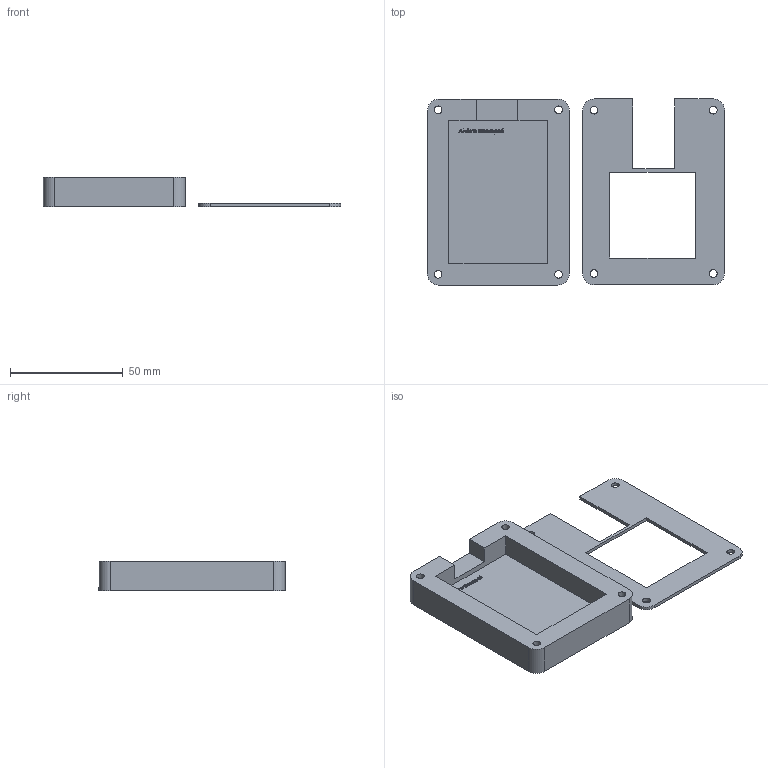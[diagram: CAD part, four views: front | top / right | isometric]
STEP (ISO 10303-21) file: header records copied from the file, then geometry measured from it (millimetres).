
FILE_DESCRIPTION(/* description */ ('STEP AP242 Edition 2','CAx-IF Rec.Pracs.---Representation and Presentation of Product Manufacturing Information (PMI)---4.0---2014-10-13','CAx-IF Rec.Pracs.---3D Tessellated Geometry---0.4---2014-09-14','2;1','CAx-IF Rec.Pracs.---User Defined Attributes---1.5---2016-08-15'),/* implementation_level */ '2;1');
FILE_NAME(/* name */ '6951732e0a06d2b888fd3f12',/* time_stamp */ '2025-12-28T18:13:03Z',/* author */ (''),/* organization */ (''),/* preprocessor_version */ 'ST-DEVELOPER v20',/* originating_system */ 'ONSHAPE BY PTC INC, 1.208',/* authorisation */ ' ');
FILE_SCHEMA (('AP242_MANAGED_MODEL_BASED_3D_ENGINEERING_MIM_LF { 1 0 10303 442 3 1 4 }'));
Length unit declared in the file: metre
Products named in the file (4): Assembly 1; Part 1; Part 2
Assembly tree (3 placements, depth 2):
  Assembly 1
    Part 1
    Part 2
    Part 1
Bounding box: 131.69 x 82.52 x 13 mm (x, y, z)
Volume: 42871.1 mm3; surface area: 25497.6 mm2
Topology: 3 solids, 3 shells, 392 faces, 1080 edges, 720 vertices
Faces by surface type: plane 185, cylinder 120, bspline 87
Full cylindrical faces by diameter (mm): 3.4 x8, 6 x4
Entity records: 12879 total; most frequent: CARTESIAN_POINT 3141, ORIENTED_EDGE 2136, DIRECTION 1752, EDGE_CURVE 1068, VERTEX_POINT 720, LINE 654, VECTOR 654, AXIS2_PLACEMENT_3D 549
